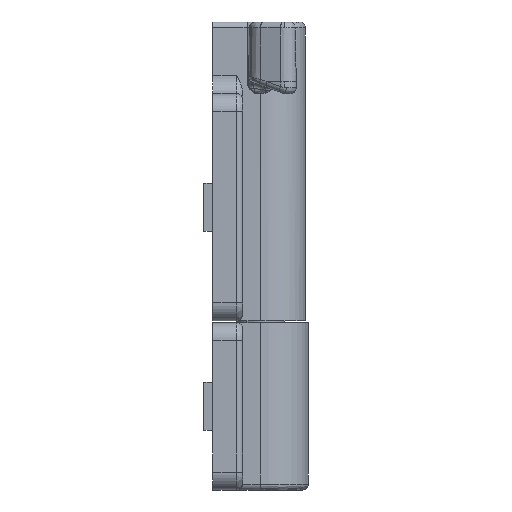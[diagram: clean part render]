
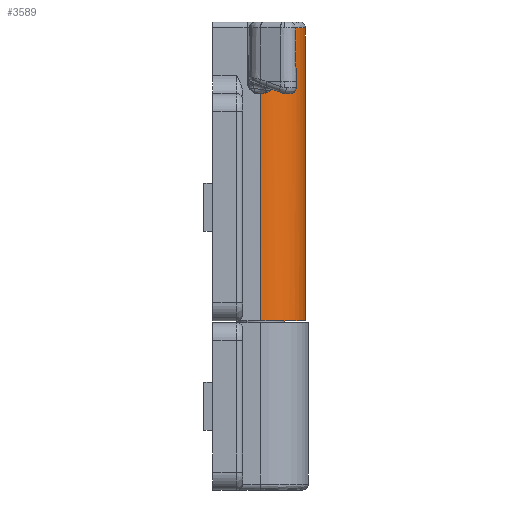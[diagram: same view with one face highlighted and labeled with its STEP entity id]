
A CAD part, front view. The second image highlights one B-rep face of the part: STEP entity #3589.
In plain terms, the highlighted cylindrical face has radius 7.5 mm (diameter 15 mm), a partial arc.
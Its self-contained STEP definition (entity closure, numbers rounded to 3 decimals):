
#779 = FACE_OUTER_BOUND ( 'NONE', #10358, .T. ) ;
#827 = AXIS2_PLACEMENT_3D ( 'NONE', #9544, #28099, #12244 ) ;
#969 = VERTEX_POINT ( 'NONE', #32597 ) ;
#1841 = CARTESIAN_POINT ( 'NONE',  ( 2.147, -7.186, 39.352 ) ) ;
#1862 = VECTOR ( 'NONE', #25225, 1000. ) ;
#2411 = B_SPLINE_CURVE_WITH_KNOTS ( 'NONE', 3,
 ( #25644, #12436, #33624, #17756, #1841, #20407, #4532, #23075, #7200, #25747, #9865, #28442, #12558, #31085 ),
 .UNSPECIFIED., .F., .F.,
 ( 4, 2, 2, 2, 2, 2, 4 ),
 ( 0., 0., 0.001, 0.001, 0.002, 0.002, 0.003 ),
 .UNSPECIFIED. ) ;
#2451 = CARTESIAN_POINT ( 'NONE',  ( 2.25, -7.155, 40. ) ) ;
#3193 = AXIS2_PLACEMENT_3D ( 'NONE', #30876, #33410, #14999 ) ;
#3589 = ADVANCED_FACE ( 'NONE', ( #779 ), #10786, .T. ) ;
#4113 = CARTESIAN_POINT ( 'NONE',  ( 0., 7.5, 50. ) ) ;
#4464 = ORIENTED_EDGE ( 'NONE', *, *, #31012, .T. ) ;
#4532 = CARTESIAN_POINT ( 'NONE',  ( 1.984, -7.233, 38.996 ) ) ;
#5530 = CARTESIAN_POINT ( 'NONE',  ( 0.25, -7.496, 38. ) ) ;
#5793 = CARTESIAN_POINT ( 'NONE',  ( 0., -7.5, 50. ) ) ;
#5847 = CARTESIAN_POINT ( 'NONE',  ( 0., 7.5, 49. ) ) ;
#6341 = VECTOR ( 'NONE', #28711, 1000. ) ;
#6402 = VERTEX_POINT ( 'NONE', #5530 ) ;
#6459 = EDGE_CURVE ( 'NONE', #969, #17294, #8555, .T. ) ;
#6694 = ORIENTED_EDGE ( 'NONE', *, *, #34304, .T. ) ;
#7200 = CARTESIAN_POINT ( 'NONE',  ( 1.755, -7.292, 38.677 ) ) ;
#8555 = CIRCLE ( 'NONE', #10337, 7.5 ) ;
#8615 = EDGE_CURVE ( 'NONE', #6402, #12189, #20719, .T. ) ;
#9544 = CARTESIAN_POINT ( 'NONE',  ( 0., 0., 38. ) ) ;
#9865 = CARTESIAN_POINT ( 'NONE',  ( 1.259, -7.398, 38.254 ) ) ;
#10223 = CARTESIAN_POINT ( 'NONE',  ( 0., 0., 49. ) ) ;
#10337 = AXIS2_PLACEMENT_3D ( 'NONE', #11242, #29769, #13892 ) ;
#10358 = EDGE_LOOP ( 'NONE', ( #6694, #4464, #15891, #18028, #12954, #20659, #24579, #22577 ) ) ;
#10619 = LINE ( 'NONE', #5793, #24725 ) ;
#10786 = CYLINDRICAL_SURFACE ( 'NONE', #3193, 7.5 ) ;
#11242 = CARTESIAN_POINT ( 'NONE',  ( 0., 0., 49. ) ) ;
#11789 = EDGE_CURVE ( 'NONE', #17839, #6402, #2411, .T. ) ;
#12189 = VERTEX_POINT ( 'NONE', #30040 ) ;
#12244 = DIRECTION ( 'NONE',  ( -1., 0., 0. ) ) ;
#12436 = CARTESIAN_POINT ( 'NONE',  ( 2.25, -7.155, 39.867 ) ) ;
#12558 = CARTESIAN_POINT ( 'NONE',  ( 0.516, -7.487, 38. ) ) ;
#12847 = VERTEX_POINT ( 'NONE', #26243 ) ;
#12897 = DIRECTION ( 'NONE',  ( -1., 0., 0. ) ) ;
#12954 = ORIENTED_EDGE ( 'NONE', *, *, #15091, .T. ) ;
#13386 = CARTESIAN_POINT ( 'NONE',  ( 0., 0., 0. ) ) ;
#13420 = LINE ( 'NONE', #23347, #6341 ) ;
#13892 = DIRECTION ( 'NONE',  ( -1., 0., 0. ) ) ;
#14999 = DIRECTION ( 'NONE',  ( -1., 0., 0. ) ) ;
#15091 = EDGE_CURVE ( 'NONE', #17294, #17839, #13420, .T. ) ;
#15891 = ORIENTED_EDGE ( 'NONE', *, *, #25163, .T. ) ;
#16059 = DIRECTION ( 'NONE',  ( -1., 0., 0. ) ) ;
#17294 = VERTEX_POINT ( 'NONE', #17767 ) ;
#17756 = CARTESIAN_POINT ( 'NONE',  ( 2.186, -7.175, 39.48 ) ) ;
#17767 = CARTESIAN_POINT ( 'NONE',  ( 2.25, -7.155, 49. ) ) ;
#17839 = VERTEX_POINT ( 'NONE', #2451 ) ;
#18028 = ORIENTED_EDGE ( 'NONE', *, *, #6459, .T. ) ;
#18728 = CIRCLE ( 'NONE', #34188, 7.5 ) ;
#19216 = VERTEX_POINT ( 'NONE', #5847 ) ;
#20013 = VERTEX_POINT ( 'NONE', #21500 ) ;
#20407 = CARTESIAN_POINT ( 'NONE',  ( 2.046, -7.216, 39.11 ) ) ;
#20659 = ORIENTED_EDGE ( 'NONE', *, *, #11789, .T. ) ;
#20719 = CIRCLE ( 'NONE', #827, 7.5 ) ;
#21500 = CARTESIAN_POINT ( 'NONE',  ( 0., 7.5, 0. ) ) ;
#22242 = LINE ( 'NONE', #4113, #1862 ) ;
#22577 = ORIENTED_EDGE ( 'NONE', *, *, #26917, .T. ) ;
#22907 = CIRCLE ( 'NONE', #34077, 7.5 ) ;
#23075 = CARTESIAN_POINT ( 'NONE',  ( 1.839, -7.271, 38.779 ) ) ;
#23347 = CARTESIAN_POINT ( 'NONE',  ( 2.25, -7.155, 50. ) ) ;
#24353 = DIRECTION ( 'NONE',  ( 0., 0., -1. ) ) ;
#24579 = ORIENTED_EDGE ( 'NONE', *, *, #8615, .T. ) ;
#24725 = VECTOR ( 'NONE', #24353, 1000. ) ;
#25163 = EDGE_CURVE ( 'NONE', #19216, #969, #18728, .T. ) ;
#25225 = DIRECTION ( 'NONE',  ( 0., 0., 1. ) ) ;
#25644 = CARTESIAN_POINT ( 'NONE',  ( 2.25, -7.155, 40. ) ) ;
#25747 = CARTESIAN_POINT ( 'NONE',  ( 1.481, -7.355, 38.402 ) ) ;
#26243 = CARTESIAN_POINT ( 'NONE',  ( 0., -7.5, 0. ) ) ;
#26917 = EDGE_CURVE ( 'NONE', #12189, #12847, #10619, .T. ) ;
#28099 = DIRECTION ( 'NONE',  ( 0., 0., -1. ) ) ;
#28442 = CARTESIAN_POINT ( 'NONE',  ( 0.779, -7.463, 38.054 ) ) ;
#28711 = DIRECTION ( 'NONE',  ( 0., 0., -1. ) ) ;
#28790 = DIRECTION ( 'NONE',  ( 0., 0., -1. ) ) ;
#29769 = DIRECTION ( 'NONE',  ( 0., 0., -1. ) ) ;
#30040 = CARTESIAN_POINT ( 'NONE',  ( 0., -7.5, 38. ) ) ;
#30876 = CARTESIAN_POINT ( 'NONE',  ( 0., 0., 50. ) ) ;
#31012 = EDGE_CURVE ( 'NONE', #20013, #19216, #22242, .T. ) ;
#31085 = CARTESIAN_POINT ( 'NONE',  ( 0.25, -7.496, 38. ) ) ;
#31930 = DIRECTION ( 'NONE',  ( 0., 0., 1. ) ) ;
#32597 = CARTESIAN_POINT ( 'NONE',  ( 7.5, 0., 49. ) ) ;
#33410 = DIRECTION ( 'NONE',  ( 0., 0., -1. ) ) ;
#33624 = CARTESIAN_POINT ( 'NONE',  ( 2.237, -7.159, 39.736 ) ) ;
#34077 = AXIS2_PLACEMENT_3D ( 'NONE', #13386, #31930, #16059 ) ;
#34188 = AXIS2_PLACEMENT_3D ( 'NONE', #10223, #28790, #12897 ) ;
#34304 = EDGE_CURVE ( 'NONE', #12847, #20013, #22907, .T. ) ;
